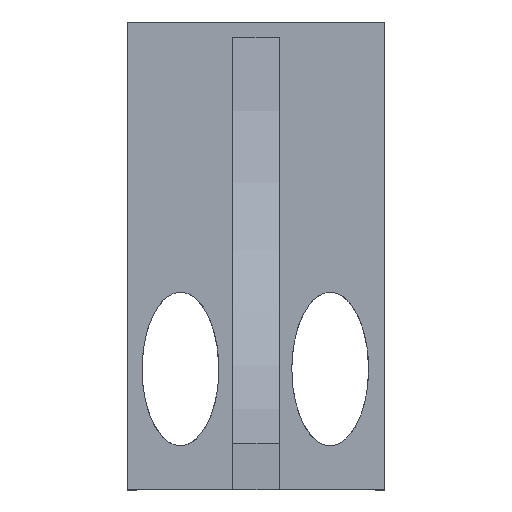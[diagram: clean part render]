
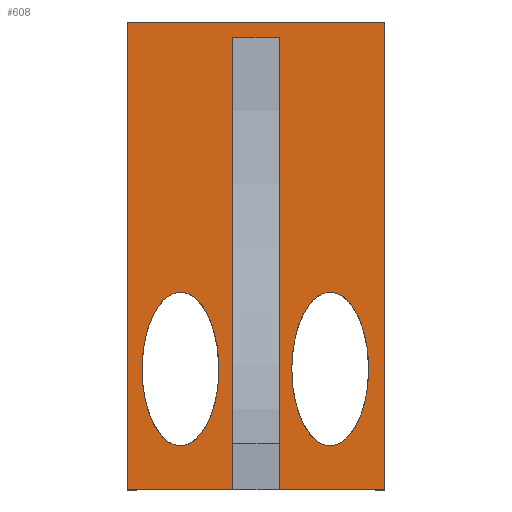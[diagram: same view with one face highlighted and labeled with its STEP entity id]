
A CAD part, left-side view. The second image highlights one B-rep face of the part: STEP entity #608.
In plain terms, the highlighted planar face has unit normal (-1, 0, 0).
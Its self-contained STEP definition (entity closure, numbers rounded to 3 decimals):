
#20=FACE_BOUND('',#118,.T.);
#21=FACE_BOUND('',#119,.T.);
#36=PLANE('',#666);
#82=FACE_OUTER_BOUND('',#117,.T.);
#117=EDGE_LOOP('',(#513,#514,#515,#516,#517,#518,#519,#520));
#118=EDGE_LOOP('',(#521));
#119=EDGE_LOOP('',(#522));
#150=LINE('',#960,#215);
#161=LINE('',#983,#226);
#165=LINE('',#991,#230);
#170=LINE('',#1002,#235);
#176=LINE('',#1023,#241);
#179=LINE('',#1028,#244);
#181=LINE('',#1031,#246);
#189=LINE('',#1046,#254);
#215=VECTOR('',#725,10.);
#226=VECTOR('',#742,10.);
#230=VECTOR('',#746,10.);
#235=VECTOR('',#755,10.);
#241=VECTOR('',#773,10.);
#244=VECTOR('',#778,10.);
#246=VECTOR('',#782,10.);
#254=VECTOR('',#796,10.);
#269=ELLIPSE('',#636,16.379,8.213);
#273=ELLIPSE('',#640,16.379,8.213);
#277=VERTEX_POINT('',#860);
#281=VERTEX_POINT('',#906);
#295=VERTEX_POINT('',#957);
#296=VERTEX_POINT('',#959);
#305=VERTEX_POINT('',#982);
#308=VERTEX_POINT('',#988);
#309=VERTEX_POINT('',#990);
#313=VERTEX_POINT('',#1001);
#320=VERTEX_POINT('',#1017);
#322=VERTEX_POINT('',#1021);
#333=EDGE_CURVE('',#277,#277,#269,.T.);
#339=EDGE_CURVE('',#281,#281,#273,.T.);
#356=EDGE_CURVE('',#296,#295,#150,.T.);
#368=EDGE_CURVE('',#305,#296,#161,.T.);
#372=EDGE_CURVE('',#309,#308,#165,.T.);
#378=EDGE_CURVE('',#309,#313,#170,.T.);
#388=EDGE_CURVE('',#322,#320,#176,.T.);
#391=EDGE_CURVE('',#322,#305,#179,.T.);
#393=EDGE_CURVE('',#313,#295,#181,.T.);
#401=EDGE_CURVE('',#308,#320,#189,.T.);
#513=ORIENTED_EDGE('',*,*,#378,.F.);
#514=ORIENTED_EDGE('',*,*,#372,.T.);
#515=ORIENTED_EDGE('',*,*,#401,.T.);
#516=ORIENTED_EDGE('',*,*,#388,.F.);
#517=ORIENTED_EDGE('',*,*,#391,.T.);
#518=ORIENTED_EDGE('',*,*,#368,.T.);
#519=ORIENTED_EDGE('',*,*,#356,.T.);
#520=ORIENTED_EDGE('',*,*,#393,.F.);
#521=ORIENTED_EDGE('',*,*,#333,.T.);
#522=ORIENTED_EDGE('',*,*,#339,.T.);
#608=ADVANCED_FACE('',(#82,#20,#21),#36,.T.);
#636=AXIS2_PLACEMENT_3D('',#861,#684,#685);
#640=AXIS2_PLACEMENT_3D('',#907,#694,#695);
#666=AXIS2_PLACEMENT_3D('',#1045,#794,#795);
#684=DIRECTION('center_axis',(1.,0.,0.));
#685=DIRECTION('ref_axis',(0.,0.,-1.));
#694=DIRECTION('center_axis',(1.,0.,0.));
#695=DIRECTION('ref_axis',(0.,0.,-1.));
#725=DIRECTION('',(0.,0.,1.));
#742=DIRECTION('',(0.,-1.,0.));
#746=DIRECTION('',(0.,-1.,0.));
#755=DIRECTION('',(0.,0.,1.));
#773=DIRECTION('',(0.,1.,0.));
#778=DIRECTION('',(0.,0.,-1.));
#782=DIRECTION('',(0.,-1.,0.));
#794=DIRECTION('center_axis',(-1.,0.,0.));
#795=DIRECTION('ref_axis',(0.,-1.,0.));
#796=DIRECTION('',(0.,0.,1.));
#860=CARTESIAN_POINT('',(-59.,16.146,42.237));
#861=CARTESIAN_POINT('Origin',(-59.,16.146,25.858));
#906=CARTESIAN_POINT('',(-59.,-15.854,42.237));
#907=CARTESIAN_POINT('Origin',(-59.,-15.854,25.858));
#957=CARTESIAN_POINT('',(-59.,-27.5,100.));
#959=CARTESIAN_POINT('',(-59.,-27.5,0.));
#960=CARTESIAN_POINT('',(-59.,-27.5,0.));
#982=CARTESIAN_POINT('',(-59.,-5.,0.));
#983=CARTESIAN_POINT('',(-59.,27.5,0.));
#988=CARTESIAN_POINT('',(-59.,5.,0.));
#990=CARTESIAN_POINT('',(-59.,27.5,0.));
#991=CARTESIAN_POINT('',(-59.,27.5,0.));
#1001=CARTESIAN_POINT('',(-59.,27.5,100.));
#1002=CARTESIAN_POINT('',(-59.,27.5,0.));
#1017=CARTESIAN_POINT('',(-59.,5.,96.658));
#1021=CARTESIAN_POINT('',(-59.,-5.,96.658));
#1023=CARTESIAN_POINT('',(-59.,-5.,96.658));
#1028=CARTESIAN_POINT('',(-59.,-5.,0.));
#1031=CARTESIAN_POINT('',(-59.,27.5,100.));
#1045=CARTESIAN_POINT('Origin',(-59.,27.5,0.));
#1046=CARTESIAN_POINT('',(-59.,5.,0.));
